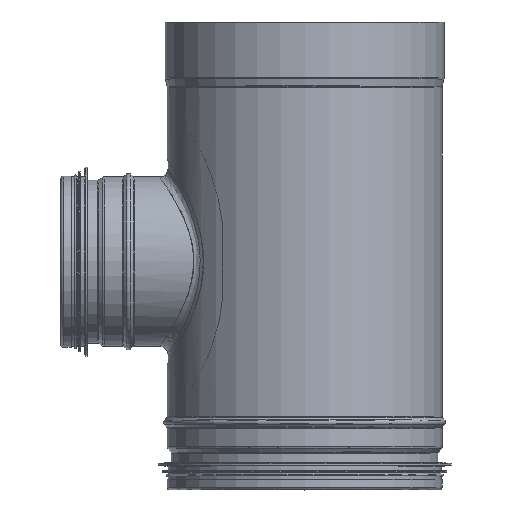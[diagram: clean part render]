
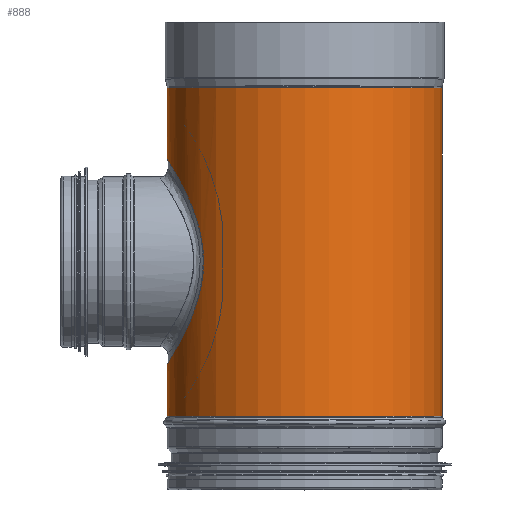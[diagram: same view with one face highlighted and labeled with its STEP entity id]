
A CAD part, top view. The second image highlights one B-rep face of the part: STEP entity #888.
In plain terms, the highlighted cylindrical face has radius 79.5 mm (diameter 159 mm), a full revolution.
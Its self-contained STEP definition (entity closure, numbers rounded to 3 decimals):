
#192=CARTESIAN_POINT('',(-58.692,131.5,53.623));
#193=VERTEX_POINT('',#192);
#194=CARTESIAN_POINT('',(-58.692,131.5,53.623));
#195=CARTESIAN_POINT('',(-58.692,127.852,53.623));
#196=CARTESIAN_POINT('',(-58.973,124.108,53.322));
#197=CARTESIAN_POINT('',(-60.081,116.692,52.07));
#198=CARTESIAN_POINT('',(-60.906,113.021,51.12));
#199=CARTESIAN_POINT('',(-62.922,105.98,48.618));
#200=CARTESIAN_POINT('',(-64.111,102.604,47.062));
#201=CARTESIAN_POINT('',(-66.612,96.316,43.45));
#202=CARTESIAN_POINT('',(-67.922,93.405,41.392));
#203=CARTESIAN_POINT('',(-70.461,88.124,36.908));
#204=CARTESIAN_POINT('',(-71.788,85.567,34.303));
#205=CARTESIAN_POINT('',(-74.28,80.979,28.507));
#206=CARTESIAN_POINT('',(-75.444,78.947,25.317));
#207=CARTESIAN_POINT('',(-77.392,75.626,18.526));
#208=CARTESIAN_POINT('',(-78.177,74.332,14.916));
#209=CARTESIAN_POINT('',(-79.232,72.608,7.519));
#210=CARTESIAN_POINT('',(-79.5,72.178,3.73));
#211=CARTESIAN_POINT('',(-79.5,72.178,-3.73));
#212=CARTESIAN_POINT('',(-79.232,72.608,-7.519));
#213=CARTESIAN_POINT('',(-78.177,74.332,-14.916));
#214=CARTESIAN_POINT('',(-77.392,75.626,-18.526));
#215=CARTESIAN_POINT('',(-75.444,78.947,-25.317));
#216=CARTESIAN_POINT('',(-74.28,80.979,-28.507));
#217=CARTESIAN_POINT('',(-71.788,85.567,-34.303));
#218=CARTESIAN_POINT('',(-70.461,88.124,-36.908));
#219=CARTESIAN_POINT('',(-67.922,93.405,-41.392));
#220=CARTESIAN_POINT('',(-66.612,96.316,-43.45));
#221=CARTESIAN_POINT('',(-64.111,102.604,-47.062));
#222=CARTESIAN_POINT('',(-62.922,105.98,-48.618));
#223=CARTESIAN_POINT('',(-60.906,113.021,-51.12));
#224=CARTESIAN_POINT('',(-60.081,116.692,-52.07));
#225=CARTESIAN_POINT('',(-58.973,124.108,-53.322));
#226=CARTESIAN_POINT('',(-58.692,127.852,-53.623));
#227=CARTESIAN_POINT('',(-58.692,135.148,-53.623));
#228=CARTESIAN_POINT('',(-58.973,138.892,-53.322));
#229=CARTESIAN_POINT('',(-60.081,146.308,-52.07));
#230=CARTESIAN_POINT('',(-60.906,149.979,-51.12));
#231=CARTESIAN_POINT('',(-62.922,157.02,-48.618));
#232=CARTESIAN_POINT('',(-64.111,160.396,-47.062));
#233=CARTESIAN_POINT('',(-66.612,166.684,-43.45));
#234=CARTESIAN_POINT('',(-67.922,169.595,-41.392));
#235=CARTESIAN_POINT('',(-70.461,174.876,-36.908));
#236=CARTESIAN_POINT('',(-71.788,177.433,-34.303));
#237=CARTESIAN_POINT('',(-74.28,182.021,-28.507));
#238=CARTESIAN_POINT('',(-75.444,184.053,-25.317));
#239=CARTESIAN_POINT('',(-77.392,187.374,-18.526));
#240=CARTESIAN_POINT('',(-78.177,188.668,-14.916));
#241=CARTESIAN_POINT('',(-79.232,190.392,-7.519));
#242=CARTESIAN_POINT('',(-79.5,190.822,-3.73));
#243=CARTESIAN_POINT('',(-79.5,190.822,3.73));
#244=CARTESIAN_POINT('',(-79.232,190.392,7.519));
#245=CARTESIAN_POINT('',(-78.177,188.668,14.916));
#246=CARTESIAN_POINT('',(-77.392,187.374,18.526));
#247=CARTESIAN_POINT('',(-75.444,184.053,25.317));
#248=CARTESIAN_POINT('',(-74.28,182.021,28.507));
#249=CARTESIAN_POINT('',(-71.788,177.433,34.303));
#250=CARTESIAN_POINT('',(-70.461,174.876,36.908));
#251=CARTESIAN_POINT('',(-67.922,169.595,41.392));
#252=CARTESIAN_POINT('',(-66.612,166.684,43.45));
#253=CARTESIAN_POINT('',(-64.111,160.396,47.062));
#254=CARTESIAN_POINT('',(-62.922,157.02,48.618));
#255=CARTESIAN_POINT('',(-60.906,149.979,51.12));
#256=CARTESIAN_POINT('',(-60.081,146.308,52.07));
#257=CARTESIAN_POINT('',(-58.973,138.892,53.322));
#258=CARTESIAN_POINT('',(-58.692,135.148,53.623));
#259=CARTESIAN_POINT('',(-58.692,131.5,53.623));
#260=B_SPLINE_CURVE_WITH_KNOTS('',3,(#194,#195,#196,#197,#198,#199,#200,#201,#202,#203,#204,#205,#206,#207,#208,#209,#210,#211,#212,#213,#214,#215,#216,#217,#218,#219,#220,#221,#222,#223,#224,#225,#226,#227,#228,#229,#230,#231,#232,#233,#234,#235,#236,#237,#238,#239,#240,#241,#242,#243,#244,#245,#246,#247,#248,#249,#250,#251,#252,#253,#254,#255,#256,#257,#258,#259),.UNSPECIFIED.,.T.,.U.,(4,2,2,2,2,2,2,2,2,2,2,2,2,2,2,2,2,2,2,2,2,2,2,2,2,2,2,2,2,2,2,2,4),(0.0,1.094,2.189,3.283,4.377,5.496,6.616,7.735,8.854,9.973,11.092,12.211,13.33,14.424,15.518,16.613,17.707,18.801,19.896,20.99,22.085,23.204,24.323,25.442,26.561,27.68,28.799,29.918,31.037,32.131,33.225,34.32,35.414),.UNSPECIFIED.);
#261=EDGE_CURVE('',#193,#193,#260,.T.);
#851=CARTESIAN_POINT('',(79.5,42.0,0.0));
#852=VERTEX_POINT('',#851);
#853=CARTESIAN_POINT('',(0.0,42.0,0.0));
#854=DIRECTION('',(0.0,-1.0,0.0));
#855=DIRECTION('',(1.0,0.0,0.0));
#856=AXIS2_PLACEMENT_3D('',#853,#854,#855);
#857=CIRCLE('',#856,79.5);
#858=EDGE_CURVE('',#852,#852,#857,.T.);
#866=CARTESIAN_POINT('',(0.0,137.0,0.0));
#867=DIRECTION('',(0.0,-1.0,0.0));
#868=DIRECTION('',(1.0,0.0,0.0));
#869=AXIS2_PLACEMENT_3D('',#866,#867,#868);
#870=CYLINDRICAL_SURFACE('',#869,79.5);
#871=CARTESIAN_POINT('',(79.5,232.0,0.0));
#872=VERTEX_POINT('',#871);
#873=CARTESIAN_POINT('',(0.0,232.0,0.0));
#874=DIRECTION('',(0.0,-1.0,0.0));
#875=DIRECTION('',(1.0,0.0,0.0));
#876=AXIS2_PLACEMENT_3D('',#873,#874,#875);
#877=CIRCLE('',#876,79.5);
#878=EDGE_CURVE('',#872,#872,#877,.T.);
#879=ORIENTED_EDGE('',*,*,#878,.T.);
#880=EDGE_LOOP('',(#879));
#881=FACE_OUTER_BOUND('',#880,.T.);
#882=ORIENTED_EDGE('',*,*,#261,.T.);
#883=EDGE_LOOP('',(#882));
#884=FACE_BOUND('',#883,.T.);
#885=ORIENTED_EDGE('',*,*,#858,.F.);
#886=EDGE_LOOP('',(#885));
#887=FACE_BOUND('',#886,.T.);
#888=ADVANCED_FACE('',(#881,#884,#887),#870,.T.);
